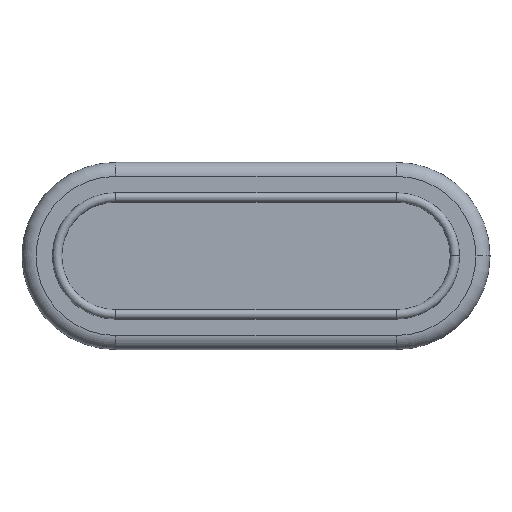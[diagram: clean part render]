
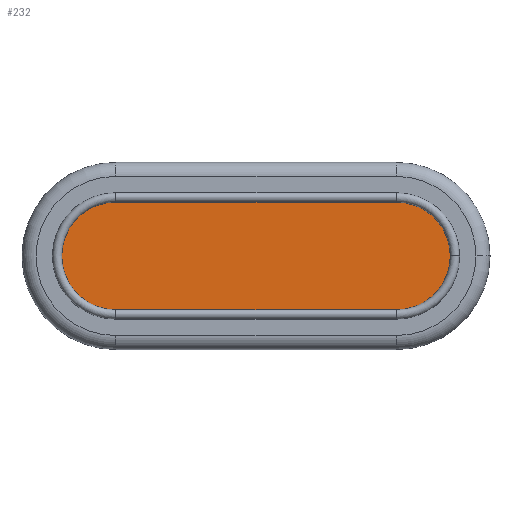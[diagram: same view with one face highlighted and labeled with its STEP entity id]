
A CAD part, top view. The second image highlights one B-rep face of the part: STEP entity #232.
In plain terms, the highlighted planar face has unit normal (0, 0, 1).
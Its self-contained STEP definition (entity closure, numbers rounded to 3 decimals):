
#35 = DIRECTION ( 'NONE',  ( 1., 0., 0. ) ) ;
#58 = DIRECTION ( 'NONE',  ( 1., 0., 0. ) ) ;
#59 = CARTESIAN_POINT ( 'NONE',  ( -30., 11.5, 5. ) ) ;
#60 = CARTESIAN_POINT ( 'NONE',  ( -30., 0., 5. ) ) ;
#64 = DIRECTION ( 'NONE',  ( 0., 0., 1. ) ) ;
#89 = DIRECTION ( 'NONE',  ( 0., 0., 1. ) ) ;
#90 = DIRECTION ( 'NONE',  ( 1., 0., 0. ) ) ;
#102 = CARTESIAN_POINT ( 'NONE',  ( 30., 0., 5. ) ) ;
#139 = VECTOR ( 'NONE', #968, 1000. ) ;
#232 = ADVANCED_FACE ( 'NONE', ( #615 ), #370, .T. ) ;
#266 = EDGE_CURVE ( 'NONE', #547, #548, #709, .T. ) ;
#267 = EDGE_CURVE ( 'NONE', #547, #529, #648, .T. ) ;
#280 = EDGE_CURVE ( 'NONE', #500, #495, #809, .T. ) ;
#307 = EDGE_CURVE ( 'NONE', #495, #529, #739, .T. ) ;
#338 = EDGE_CURVE ( 'NONE', #548, #500, #682, .T. ) ;
#366 = DIRECTION ( 'NONE',  ( 1., 0., 0. ) ) ;
#367 = DIRECTION ( 'NONE',  ( 0., 0., 1. ) ) ;
#369 = CARTESIAN_POINT ( 'NONE',  ( 30., 0., 5. ) ) ;
#370 = PLANE ( 'NONE',  #828 ) ;
#495 = VERTEX_POINT ( 'NONE', #1027 ) ;
#500 = VERTEX_POINT ( 'NONE', #1020 ) ;
#529 = VERTEX_POINT ( 'NONE', #982 ) ;
#547 = VERTEX_POINT ( 'NONE', #960 ) ;
#548 = VERTEX_POINT ( 'NONE', #959 ) ;
#588 = EDGE_LOOP ( 'NONE', ( #922, #921, #920, #923, #919 ) ) ;
#615 = FACE_OUTER_BOUND ( 'NONE', #588, .T. ) ;
#648 = LINE ( 'NONE', #59, #787 ) ;
#682 = LINE ( 'NONE', #970, #139 ) ;
#709 = CIRCLE ( 'NONE', #737, 11.5 ) ;
#729 = AXIS2_PLACEMENT_3D ( 'NONE', #1156, #1155, #1153 ) ;
#737 = AXIS2_PLACEMENT_3D ( 'NONE', #60, #89, #35 ) ;
#739 = CIRCLE ( 'NONE', #729, 11.5 ) ;
#780 = AXIS2_PLACEMENT_3D ( 'NONE', #102, #64, #58 ) ;
#787 = VECTOR ( 'NONE', #90, 1000. ) ;
#809 = CIRCLE ( 'NONE', #780, 11.5 ) ;
#828 = AXIS2_PLACEMENT_3D ( 'NONE', #369, #367, #366 ) ;
#919 = ORIENTED_EDGE ( 'NONE', *, *, #338, .T. ) ;
#920 = ORIENTED_EDGE ( 'NONE', *, *, #267, .F. ) ;
#921 = ORIENTED_EDGE ( 'NONE', *, *, #307, .T. ) ;
#922 = ORIENTED_EDGE ( 'NONE', *, *, #280, .T. ) ;
#923 = ORIENTED_EDGE ( 'NONE', *, *, #266, .T. ) ;
#959 = CARTESIAN_POINT ( 'NONE',  ( -30., -11.5, 5. ) ) ;
#960 = CARTESIAN_POINT ( 'NONE',  ( -30., 11.5, 5. ) ) ;
#968 = DIRECTION ( 'NONE',  ( 1., 0., 0. ) ) ;
#970 = CARTESIAN_POINT ( 'NONE',  ( -30., -11.5, 5. ) ) ;
#982 = CARTESIAN_POINT ( 'NONE',  ( 30., 11.5, 5. ) ) ;
#1020 = CARTESIAN_POINT ( 'NONE',  ( 30., -11.5, 5. ) ) ;
#1027 = CARTESIAN_POINT ( 'NONE',  ( 41.5, 0., 5. ) ) ;
#1153 = DIRECTION ( 'NONE',  ( 1., 0., 0. ) ) ;
#1155 = DIRECTION ( 'NONE',  ( 0., 0., 1. ) ) ;
#1156 = CARTESIAN_POINT ( 'NONE',  ( 30., 0., 5. ) ) ;
